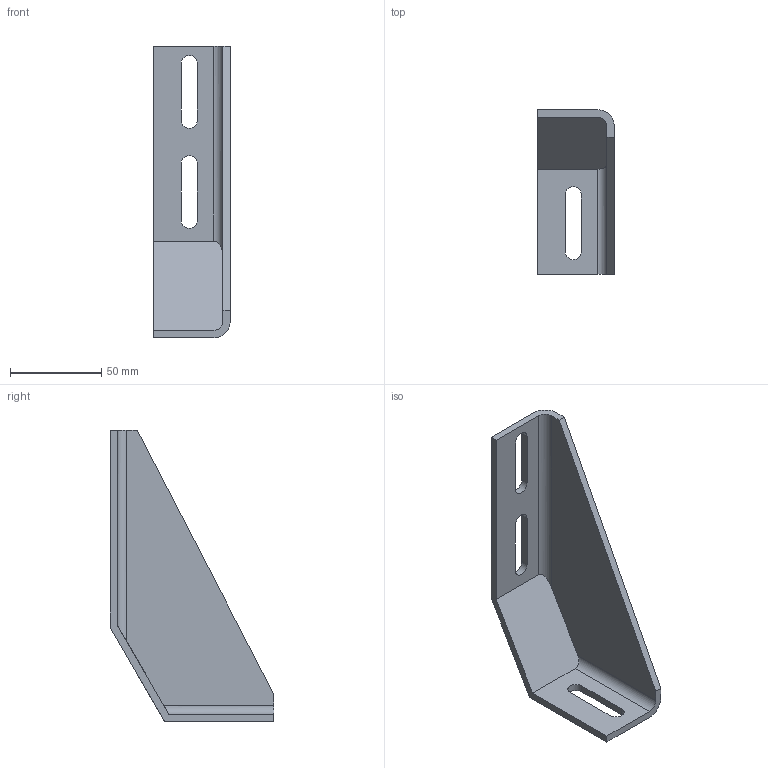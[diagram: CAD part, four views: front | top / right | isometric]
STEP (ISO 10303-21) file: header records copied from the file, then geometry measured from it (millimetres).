
FILE_DESCRIPTION(('STEP AP214'),'1');
FILE_NAME('cctmp_FF0F0D22-9722-41FC-8C69-415C8F5FBB81_2020_1_8_16_12_41_320..stp','2020-01-08T15:12:41',('Bosch Rexroth AG'),('CADClick - www.CADClick.com'),'Spatial InterOp 3D',' ','unknown authorization - (Healing Option Enabled)');
FILE_SCHEMA(('AUTOMOTIVE_DESIGN'));
Length unit declared in the file: millimetre
Products named in the file (1): 2020_01_08__16-12-41-320
Bounding box: 42 x 90 x 160 mm (x, y, z)
Volume: 59821.8 mm3; surface area: 33184 mm2
Topology: 1 solids, 1 shells, 33 faces, 93 edges, 62 vertices
Faces by surface type: plane 21, cylinder 12
Entity records: 1374 total; most frequent: CARTESIAN_POINT 193, DIRECTION 186, ORIENTED_EDGE 186, EDGE_CURVE 93, LINE 64, VECTOR 64, VERTEX_POINT 62, AXIS2_PLACEMENT_3D 61
